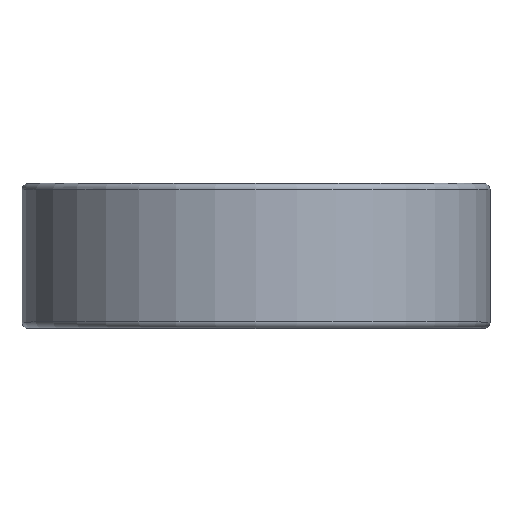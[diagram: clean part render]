
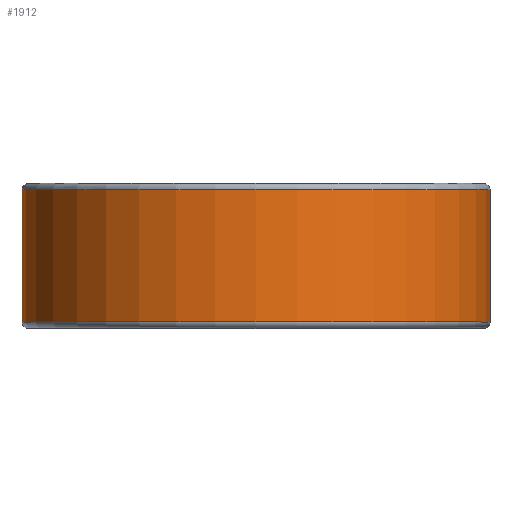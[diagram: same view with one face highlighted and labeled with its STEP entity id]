
A CAD part, top view. The second image highlights one B-rep face of the part: STEP entity #1912.
In plain terms, the highlighted cylindrical face has radius 28.207 mm (diameter 56.413 mm), a partial arc.
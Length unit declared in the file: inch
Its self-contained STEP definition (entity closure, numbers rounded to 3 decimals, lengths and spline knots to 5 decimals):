
#8 = CARTESIAN_POINT ( 'NONE',  ( 0., 0.31375, -1.1105 ) ) ;
#43 = DIRECTION ( 'NONE',  ( 0., -1., 0. ) ) ;
#274 = EDGE_CURVE ( 'NONE', #1735, #1842, #1327, .T. ) ;
#324 = EDGE_CURVE ( 'NONE', #771, #378, #1671, .T. ) ;
#378 = VERTEX_POINT ( 'NONE', #1707 ) ;
#432 = EDGE_LOOP ( 'NONE', ( #1107, #855, #2401, #2317 ) ) ;
#503 = CIRCLE ( 'NONE', #2005, 1.1105 ) ;
#771 = VERTEX_POINT ( 'NONE', #1149 ) ;
#816 = EDGE_CURVE ( 'NONE', #771, #1735, #1024, .T. ) ;
#855 = ORIENTED_EDGE ( 'NONE', *, *, #1302, .T. ) ;
#870 = CARTESIAN_POINT ( 'NONE',  ( 0., 0.31375, 0. ) ) ;
#960 = DIRECTION ( 'NONE',  ( 0., 0., -1. ) ) ;
#969 = DIRECTION ( 'NONE',  ( 0., -1., 0. ) ) ;
#977 = CARTESIAN_POINT ( 'NONE',  ( 0., -0.31375, 0. ) ) ;
#1024 = CIRCLE ( 'NONE', #1119, 1.1105 ) ;
#1042 = DIRECTION ( 'NONE',  ( 0., 0., -1. ) ) ;
#1107 = ORIENTED_EDGE ( 'NONE', *, *, #324, .T. ) ;
#1119 = AXIS2_PLACEMENT_3D ( 'NONE', #977, #969, #960 ) ;
#1149 = CARTESIAN_POINT ( 'NONE',  ( 1.1105, -0.31375, 0. ) ) ;
#1205 = CARTESIAN_POINT ( 'NONE',  ( 0., 0.3125, 0. ) ) ;
#1302 = EDGE_CURVE ( 'NONE', #378, #1842, #503, .T. ) ;
#1327 = LINE ( 'NONE', #1395, #1927 ) ;
#1395 = CARTESIAN_POINT ( 'NONE',  ( 0., 0.31375, -1.1105 ) ) ;
#1398 = DIRECTION ( 'NONE',  ( 0., 1., 0. ) ) ;
#1401 = CARTESIAN_POINT ( 'NONE',  ( 1.1105, 0.31375, 0. ) ) ;
#1413 = DIRECTION ( 'NONE',  ( 0., 1., 0. ) ) ;
#1414 = CYLINDRICAL_SURFACE ( 'NONE', #1693, 1.1105 ) ;
#1671 = LINE ( 'NONE', #1401, #2161 ) ;
#1693 = AXIS2_PLACEMENT_3D ( 'NONE', #1205, #43, #2119 ) ;
#1707 = CARTESIAN_POINT ( 'NONE',  ( 1.1105, 0.31375, 0. ) ) ;
#1735 = VERTEX_POINT ( 'NONE', #2447 ) ;
#1842 = VERTEX_POINT ( 'NONE', #8 ) ;
#1912 = ADVANCED_FACE ( 'NONE', ( #2016 ), #1414, .T. ) ;
#1927 = VECTOR ( 'NONE', #1398, 39.37008 ) ;
#2005 = AXIS2_PLACEMENT_3D ( 'NONE', #870, #2070, #1042 ) ;
#2016 = FACE_OUTER_BOUND ( 'NONE', #432, .T. ) ;
#2070 = DIRECTION ( 'NONE',  ( 0., -1., 0. ) ) ;
#2119 = DIRECTION ( 'NONE',  ( 0., 0., -1. ) ) ;
#2161 = VECTOR ( 'NONE', #1413, 39.37008 ) ;
#2317 = ORIENTED_EDGE ( 'NONE', *, *, #816, .F. ) ;
#2401 = ORIENTED_EDGE ( 'NONE', *, *, #274, .F. ) ;
#2447 = CARTESIAN_POINT ( 'NONE',  ( 0., -0.31375, -1.1105 ) ) ;
